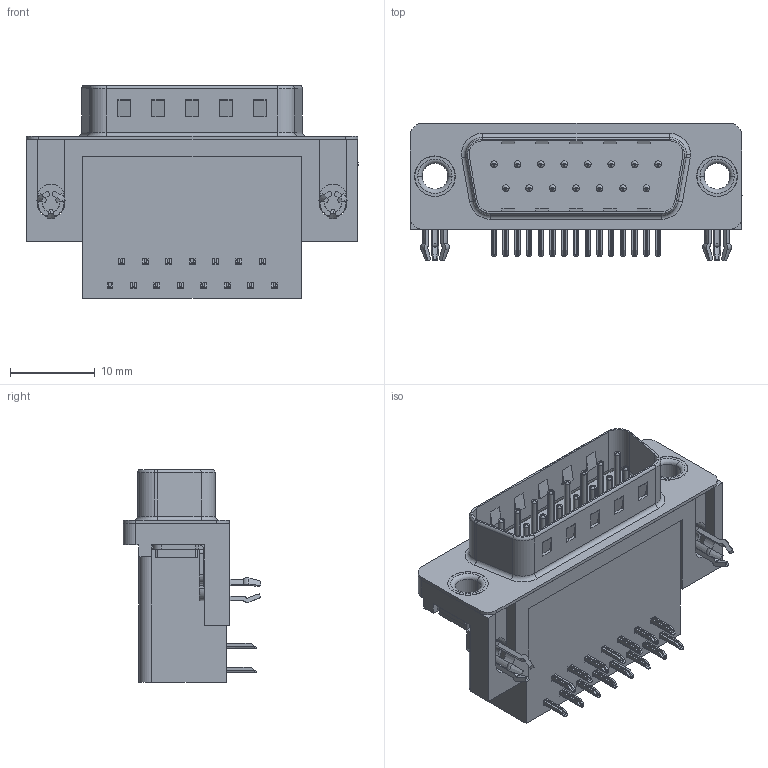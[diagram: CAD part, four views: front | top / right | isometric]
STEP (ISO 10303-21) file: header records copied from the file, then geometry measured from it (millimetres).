
FILE_DESCRIPTION (( 'STEP AP203' ), '1' );
FILE_NAME ('625-015-362-541.STEP', '2018-11-05T23:55:36', ( '' ), ( '' ), 'SwSTEP 2.0', 'SolidWorks 2016', '' );
FILE_SCHEMA (( 'CONFIG_CONTROL_DESIGN' ));
Length unit declared in the file: millimetre
Products named in the file (7): 625 Contact Bottom; 625 Contact Top; 625 3 Prong Board Lock; 625 Thru Hole Rivet; 625-015-362-541; 625 Housing_15 Socket; 625 Shell_15 Socket
Assembly tree (21 placements, depth 2):
  625-015-362-541
    625 Housing_15 Socket
    625 Shell_15 Socket
    625 Contact Bottom  x7
    625 Contact Top  x8
    625 3 Prong Board Lock  x2
    625 Thru Hole Rivet  x2
Bounding box: 39.22 x 16.25 x 25.16 mm (x, y, z)
Volume: 6239.1 mm3; surface area: 6461.9 mm2
Topology: 21 solids, 21 shells, 1543 faces, 3879 edges, 2415 vertices
Faces by surface type: plane 931, cylinder 435, torus 141, cone 36
Entity records: 18489 total; most frequent: DIRECTION 3098, CARTESIAN_POINT 3012, ORIENTED_EDGE 2914, EDGE_CURVE 1457, AXIS2_PLACEMENT_3D 1055, VECTOR 988, LINE 988, VERTEX_POINT 933
